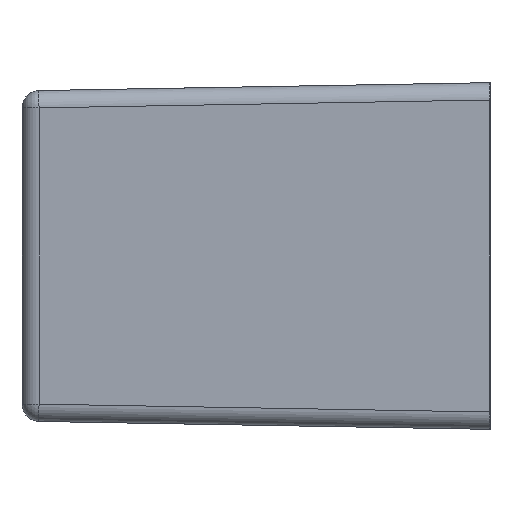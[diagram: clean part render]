
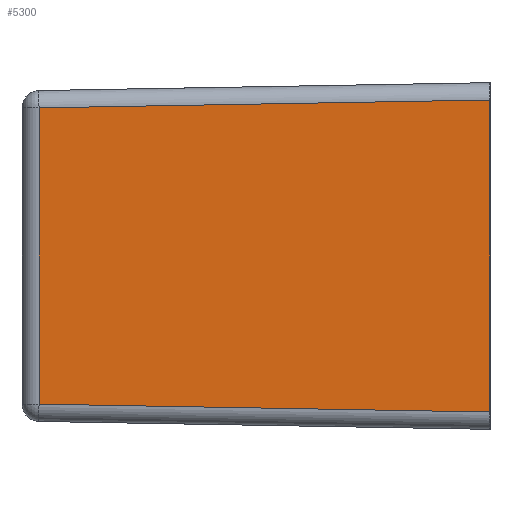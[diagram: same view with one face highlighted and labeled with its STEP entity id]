
A CAD part, left-side view. The second image highlights one B-rep face of the part: STEP entity #5300.
In plain terms, the highlighted planar face has unit normal (-1, 0.018, 0).
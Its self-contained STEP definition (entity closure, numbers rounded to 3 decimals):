
#210=CARTESIAN_POINT('',(-72.546,26.017,
-8.546));
#220=VERTEX_POINT('',#210);
#250=CARTESIAN_POINT('',(-73.,0.017,
-9.));
#260=DIRECTION('',(-0.017,-1.,
-0.017));
#270=VECTOR('',#260,1.);
#280=LINE('',#250,#270);
#290=CARTESIAN_POINT('',(-73.,0.,-9.));
#300=VERTEX_POINT('',#290);
#310=EDGE_CURVE('',#220,#300,#280,.T.);
#5000=CARTESIAN_POINT('',(-73.,0.,0.));
#5010=DIRECTION('',(-1.,0.017,0.));
#5020=DIRECTION('',(0.017,1.,0.));
#5030=AXIS2_PLACEMENT_3D('',#5000,#5010,#5020);
#5040=PLANE('',#5030);
#5050=CARTESIAN_POINT('',(-72.546,26.017,0.));
#5060=DIRECTION('',(0.,0.,1.));
#5070=VECTOR('',#5060,1.);
#5080=LINE('',#5050,#5070);
#5090=CARTESIAN_POINT('',(-72.546,26.017,
8.546));
#5100=VERTEX_POINT('',#5090);
#5110=EDGE_CURVE('',#220,#5100,#5080,.T.);
#5120=ORIENTED_EDGE('',*,*,#5110,.F.);
#5130=CARTESIAN_POINT('',(-73.,0.017,
9.));
#5140=DIRECTION('',(-0.017,-1.,
0.017));
#5150=VECTOR('',#5140,1.);
#5160=LINE('',#5130,#5150);
#5170=CARTESIAN_POINT('',(-73.,0.,9.));
#5180=VERTEX_POINT('',#5170);
#5190=EDGE_CURVE('',#5100,#5180,#5160,.T.);
#5200=ORIENTED_EDGE('',*,*,#5190,.F.);
#5210=CARTESIAN_POINT('',(-73.,0.,0.));
#5220=DIRECTION('',(0.,0.,-1.));
#5230=VECTOR('',#5220,1.);
#5240=LINE('',#5210,#5230);
#5250=EDGE_CURVE('',#5180,#300,#5240,.T.);
#5260=ORIENTED_EDGE('',*,*,#5250,.F.);
#5270=ORIENTED_EDGE('',*,*,#310,.T.);
#5280=EDGE_LOOP('',(#5270,#5260,#5200,#5120));
#5290=FACE_OUTER_BOUND('',#5280,.T.);
#5300=ADVANCED_FACE('',(#5290),#5040,.T.);
